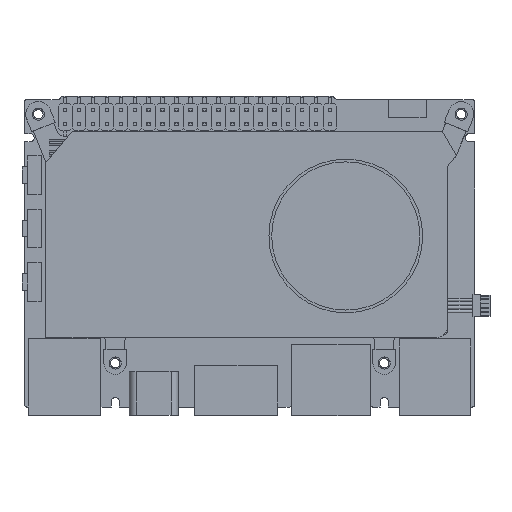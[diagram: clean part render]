
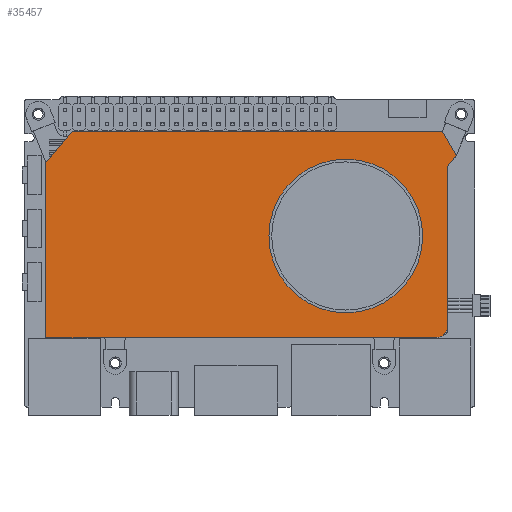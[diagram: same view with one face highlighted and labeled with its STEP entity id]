
A CAD part, top view. The second image highlights one B-rep face of the part: STEP entity #35457.
In plain terms, the highlighted planar face has unit normal (0, 0, 1).
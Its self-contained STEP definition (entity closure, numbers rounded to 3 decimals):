
#960=FACE_BOUND('',#6710,.T.);
#2592=PLANE('',#38133);
#4559=FACE_OUTER_BOUND('',#6709,.T.);
#6709=EDGE_LOOP('',(#33205,#33206,#33207,#33208,#33209,#33210,#33211,#33212));
#6710=EDGE_LOOP('',(#33213));
#10846=LINE('',#59487,#14997);
#10849=LINE('',#59493,#15000);
#10852=LINE('',#59499,#15003);
#10855=LINE('',#59505,#15006);
#10858=LINE('',#59511,#15009);
#10861=LINE('',#59517,#15012);
#10865=LINE('',#59527,#15016);
#14997=VECTOR('',#47350,10.);
#15000=VECTOR('',#47355,10.);
#15003=VECTOR('',#47360,10.);
#15006=VECTOR('',#47365,10.);
#15009=VECTOR('',#47370,10.);
#15012=VECTOR('',#47375,10.);
#15016=VECTOR('',#47387,10.);
#15629=CIRCLE('',#38121,14.);
#15632=CIRCLE('',#38131,2.);
#18702=VERTEX_POINT('',#59475);
#18706=VERTEX_POINT('',#59484);
#18707=VERTEX_POINT('',#59486);
#18709=VERTEX_POINT('',#59492);
#18711=VERTEX_POINT('',#59498);
#18713=VERTEX_POINT('',#59504);
#18715=VERTEX_POINT('',#59510);
#18717=VERTEX_POINT('',#59516);
#18719=VERTEX_POINT('',#59522);
#23528=EDGE_CURVE('',#18702,#18702,#15629,.T.);
#23533=EDGE_CURVE('',#18707,#18706,#10846,.T.);
#23536=EDGE_CURVE('',#18709,#18707,#10849,.T.);
#23539=EDGE_CURVE('',#18711,#18709,#10852,.T.);
#23542=EDGE_CURVE('',#18713,#18711,#10855,.T.);
#23545=EDGE_CURVE('',#18715,#18713,#10858,.T.);
#23548=EDGE_CURVE('',#18717,#18715,#10861,.T.);
#23551=EDGE_CURVE('',#18719,#18717,#15632,.T.);
#23554=EDGE_CURVE('',#18706,#18719,#10865,.T.);
#33205=ORIENTED_EDGE('',*,*,#23554,.T.);
#33206=ORIENTED_EDGE('',*,*,#23551,.T.);
#33207=ORIENTED_EDGE('',*,*,#23548,.T.);
#33208=ORIENTED_EDGE('',*,*,#23545,.T.);
#33209=ORIENTED_EDGE('',*,*,#23542,.T.);
#33210=ORIENTED_EDGE('',*,*,#23539,.T.);
#33211=ORIENTED_EDGE('',*,*,#23536,.T.);
#33212=ORIENTED_EDGE('',*,*,#23533,.T.);
#33213=ORIENTED_EDGE('',*,*,#23528,.T.);
#35457=ADVANCED_FACE('',(#4559,#960),#2592,.T.);
#38121=AXIS2_PLACEMENT_3D('',#59476,#47341,#47342);
#38131=AXIS2_PLACEMENT_3D('',#59523,#47381,#47382);
#38133=AXIS2_PLACEMENT_3D('',#59528,#47388,#47389);
#47341=DIRECTION('center_axis',(0.,0.,
-1.));
#47342=DIRECTION('ref_axis',(-1.,0.,0.));
#47350=DIRECTION('',(0.,-1.,0.));
#47355=DIRECTION('',(-0.643,-0.766,0.));
#47360=DIRECTION('',(-1.,0.,0.));
#47365=DIRECTION('',(-0.503,0.864,0.));
#47370=DIRECTION('',(0.609,0.793,0.));
#47375=DIRECTION('',(0.,1.,0.));
#47381=DIRECTION('center_axis',(0.,0.,
1.));
#47382=DIRECTION('ref_axis',(0.,-1.,0.));
#47387=DIRECTION('',(1.,0.,0.));
#47388=DIRECTION('center_axis',(0.,0.,
1.));
#47389=DIRECTION('ref_axis',(-1.,0.,0.));
#59475=CARTESIAN_POINT('',(72.5,31.155,9.426));
#59476=CARTESIAN_POINT('Origin',(58.5,31.155,9.426));
#59484=CARTESIAN_POINT('',(3.891,12.655,9.426));
#59486=CARTESIAN_POINT('',(3.891,44.55,9.426));
#59487=CARTESIAN_POINT('',(3.891,44.55,9.426));
#59492=CARTESIAN_POINT('',(8.667,50.242,9.426));
#59493=CARTESIAN_POINT('',(3.891,44.55,9.426));
#59498=CARTESIAN_POINT('',(76.094,50.242,9.426));
#59499=CARTESIAN_POINT('',(76.094,50.242,9.426));
#59504=CARTESIAN_POINT('',(78.64,45.867,9.426));
#59505=CARTESIAN_POINT('',(76.094,50.242,9.426));
#59510=CARTESIAN_POINT('',(76.999,43.731,9.426));
#59511=CARTESIAN_POINT('',(76.999,43.731,9.426));
#59516=CARTESIAN_POINT('',(77.,14.655,9.426));
#59517=CARTESIAN_POINT('',(77.,14.655,9.426));
#59522=CARTESIAN_POINT('',(75.,12.655,9.426));
#59523=CARTESIAN_POINT('Origin',(75.,14.655,9.426));
#59527=CARTESIAN_POINT('',(3.891,12.655,9.426));
#59528=CARTESIAN_POINT('Origin',(41.266,31.448,9.426));
